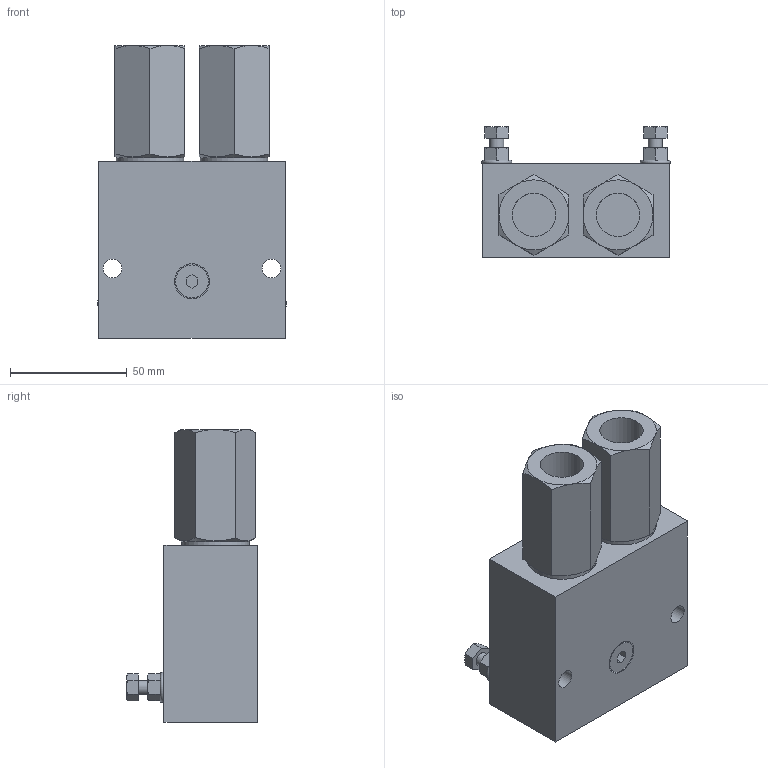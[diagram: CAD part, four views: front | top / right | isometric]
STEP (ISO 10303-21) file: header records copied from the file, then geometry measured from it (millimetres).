
FILE_DESCRIPTION( ( 'STEP AP214' ), '1' );
FILE_NAME( 'RØR MOTION CONTROL VALVE LHK 33G-21W.stp', '2019-09-17T08:35:17', ( '' ), ( '' ), ' ', 'PARTsolutions', ' ' );
FILE_SCHEMA( ( 'AUTOMOTIVE_DESIGN { 1 0 10303 214 1 1 1 1 }' ) );
Length unit declared in the file: millimetre
Products named in the file (5): 184315567 HAWE LHK 33 G(F) -21W; _HAWE LHK 33 G(F) -21W; _HAWE LHK33-33SL; _HAWE M10-DR13.5x1; _HAWE Schr-6kt-SEAL-LOCK-BundMut-M6
Assembly tree (6 placements, depth 2):
  184315567 HAWE LHK 33 G(F) -21W
    _HAWE LHK 33 G(F) -21W
    _HAWE LHK33-33SL  x2
    _HAWE M10-DR13.5x1
    _HAWE Schr-6kt-SEAL-LOCK-BundMut-M6  x2
Bounding box: 80.91 x 56 x 125.5 mm (x, y, z)
Volume: 266618.5 mm3; surface area: 60494.5 mm2
Topology: 6 solids, 6 shells, 178 faces, 377 edges, 240 vertices
Faces by surface type: plane 99, cone 42, cylinder 35, torus 2
Full cylindrical faces by diameter (mm): 4 x1, 6 x2, 6.5 x2, 8 x2, 10 x2, 11.45 x1, 12 x2, 13.5 x1, 14 x1, 15 x1, 18.63 x4, 24 x2, 25.7 x2, 26 x2, 28 x4, 29 x4, 30 x2
Entity records: 4142 total; most frequent: CARTESIAN_POINT 786, DIRECTION 482, ORIENTED_EDGE 406, AXIS2_PLACEMENT_3D 208, EDGE_CURVE 203, EDGE_LOOP 180, VERTEX_POINT 152, FACE_OUTER_BOUND 148
